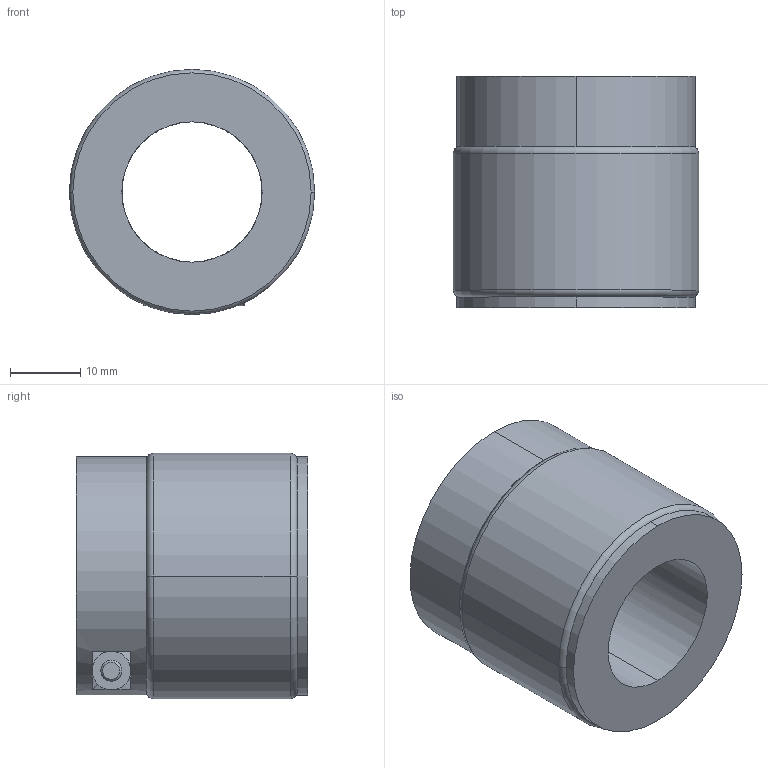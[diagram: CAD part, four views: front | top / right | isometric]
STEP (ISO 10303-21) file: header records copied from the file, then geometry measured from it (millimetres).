
FILE_DESCRIPTION (( 'STEP AP203' ), '1' );
FILE_NAME ('MAG-PM3521C-P12-ID20.STEP', '2020-06-18T03:05:30', ( '' ), ( '' ), 'SwSTEP 2.0', 'SolidWorks 2019', '' );
FILE_SCHEMA (( 'CONFIG_CONTROL_DESIGN' ));
Length unit declared in the file: millimetre
Products named in the file (7): MAG-PM3521C-P12-ID20; MAG-3521-磁圈; MAG-RSC-OD34-ID22-L10-M3 束緊環; square nut_jis_JIS B 1163 M3 --C; hexagon socket head cap screw_jis_JIS B 1176 M3 x 12 (12) --C; MAG-BSC-OD34-ID20-L33 磁性環襯套
Assembly tree (6 placements, depth 3):
  MAG-PM3521C-P12-ID20
    MAG-BSC-OD34-ID20-L33 磁性環襯套
    MAG-3521-磁圈
    MAG-RSC-OD34-ID22-L10-M3 束緊環
      MAG-RSC-OD34-ID22-L10-M3 束緊環
      hexagon socket head cap screw_jis_JIS B 1176 M3 x 12 (12) --C
      square nut_jis_JIS B 1163 M3 --C
Bounding box: 35 x 33 x 35 mm (x, y, z)
Volume: 20171 mm3; surface area: 14110.7 mm2
Topology: 5 solids, 5 shells, 112 faces, 263 edges, 164 vertices
Faces by surface type: plane 53, cylinder 38, cone 13, torus 8
Entity records: 4029 total; most frequent: CARTESIAN_POINT 634, DIRECTION 606, ORIENTED_EDGE 522, EDGE_CURVE 261, AXIS2_PLACEMENT_3D 232, VERTEX_POINT 164, LINE 142, VECTOR 142
